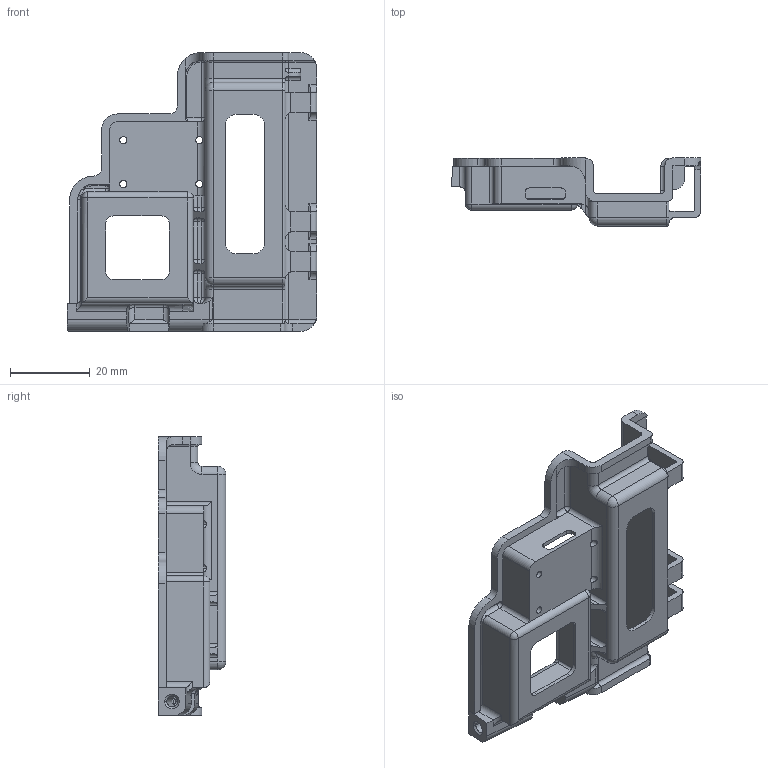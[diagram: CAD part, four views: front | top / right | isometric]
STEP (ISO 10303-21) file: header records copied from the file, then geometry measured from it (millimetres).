
FILE_DESCRIPTION (( 'STEP AP214' ), '1' );
FILE_NAME ('Bodyv3.STEP', '2019-10-16T10:50:49', ( '' ), ( '' ), 'SwSTEP 2.0', 'SolidWorks 2017', '' );
FILE_SCHEMA (( 'AUTOMOTIVE_DESIGN' ));
Length unit declared in the file: millimetre
Products named in the file (1): Bodyv3
Bounding box: 62.61 x 17 x 70 mm (x, y, z)
Volume: 8913 mm3; surface area: 14855 mm2
Topology: 1 solids, 1 shells, 398 faces, 1052 edges, 612 vertices
Faces by surface type: cylinder 200, plane 113, torus 35, sphere 26, bspline 22, cone 2
Entity records: 13861 total; most frequent: CARTESIAN_POINT 4307, ORIENTED_EDGE 2038, DIRECTION 2003, EDGE_CURVE 1019, AXIS2_PLACEMENT_3D 740, VERTEX_POINT 612, VECTOR 523, LINE 523
